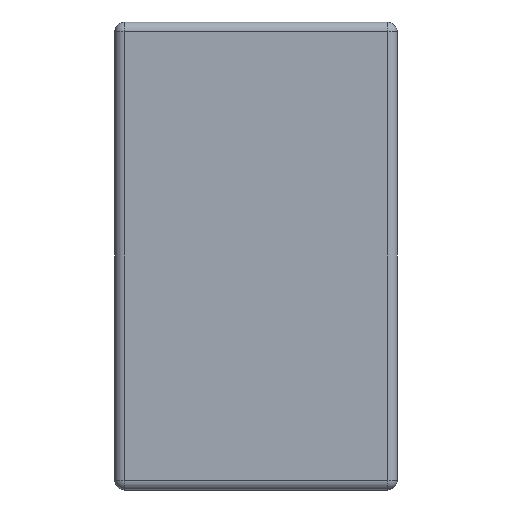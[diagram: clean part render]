
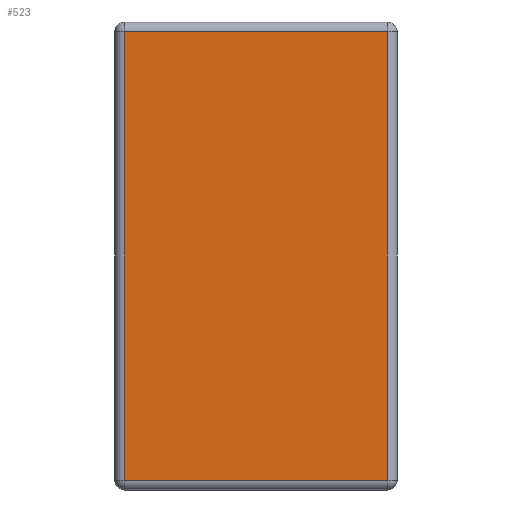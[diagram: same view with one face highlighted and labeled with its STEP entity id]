
A CAD part, left-side view. The second image highlights one B-rep face of the part: STEP entity #523.
In plain terms, the highlighted planar face has unit normal (-1, 0, 0).
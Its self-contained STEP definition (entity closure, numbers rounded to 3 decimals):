
#15 = AXIS2_PLACEMENT_3D ( 'NONE', #3221, #41, #3595 ) ;
#41 = DIRECTION ( 'NONE',  ( -1., 0., 0. ) ) ;
#67 = EDGE_CURVE ( 'NONE', #2639, #2942, #4508, .T. ) ;
#125 = EDGE_LOOP ( 'NONE', ( #3844, #2822, #321, #2715 ) ) ;
#292 = VECTOR ( 'NONE', #1635, 1000. ) ;
#321 = ORIENTED_EDGE ( 'NONE', *, *, #67, .T. ) ;
#462 = DIRECTION ( 'NONE',  ( 0., -1., 0. ) ) ;
#523 = ADVANCED_FACE ( 'NONE', ( #1404 ), #4255, .T. ) ;
#637 = DIRECTION ( 'NONE',  ( 0., 0., 1. ) ) ;
#1266 = CARTESIAN_POINT ( 'NONE',  ( 0., 0.06, -2.84 ) ) ;
#1350 = EDGE_CURVE ( 'NONE', #2942, #2932, #4351, .T. ) ;
#1404 = FACE_OUTER_BOUND ( 'NONE', #125, .T. ) ;
#1635 = DIRECTION ( 'NONE',  ( 0., 0., -1. ) ) ;
#1792 = LINE ( 'NONE', #4624, #2469 ) ;
#2236 = LINE ( 'NONE', #3470, #3782 ) ;
#2469 = VECTOR ( 'NONE', #637, 1000. ) ;
#2598 = DIRECTION ( 'NONE',  ( 0., 1., 0. ) ) ;
#2639 = VERTEX_POINT ( 'NONE', #4198 ) ;
#2715 = ORIENTED_EDGE ( 'NONE', *, *, #1350, .T. ) ;
#2822 = ORIENTED_EDGE ( 'NONE', *, *, #3761, .T. ) ;
#2932 = VERTEX_POINT ( 'NONE', #2950 ) ;
#2942 = VERTEX_POINT ( 'NONE', #4372 ) ;
#2950 = CARTESIAN_POINT ( 'NONE',  ( 0., 1.69, -2.84 ) ) ;
#3188 = VERTEX_POINT ( 'NONE', #1266 ) ;
#3221 = CARTESIAN_POINT ( 'NONE',  ( 0., 0., 0. ) ) ;
#3279 = VECTOR ( 'NONE', #2598, 1000. ) ;
#3312 = EDGE_CURVE ( 'NONE', #2932, #3188, #2236, .T. ) ;
#3470 = CARTESIAN_POINT ( 'NONE',  ( 0., 0., -2.84 ) ) ;
#3595 = DIRECTION ( 'NONE',  ( 0., 0., 1. ) ) ;
#3761 = EDGE_CURVE ( 'NONE', #3188, #2639, #1792, .T. ) ;
#3782 = VECTOR ( 'NONE', #462, 1000. ) ;
#3844 = ORIENTED_EDGE ( 'NONE', *, *, #3312, .T. ) ;
#4198 = CARTESIAN_POINT ( 'NONE',  ( 0., 0.06, -0.06 ) ) ;
#4255 = PLANE ( 'NONE',  #15 ) ;
#4351 = LINE ( 'NONE', #4499, #292 ) ;
#4372 = CARTESIAN_POINT ( 'NONE',  ( 0., 1.69, -0.06 ) ) ;
#4394 = CARTESIAN_POINT ( 'NONE',  ( 0., 1.75, -0.06 ) ) ;
#4499 = CARTESIAN_POINT ( 'NONE',  ( 0., 1.69, -2.9 ) ) ;
#4508 = LINE ( 'NONE', #4394, #3279 ) ;
#4624 = CARTESIAN_POINT ( 'NONE',  ( 0., 0.06, 0. ) ) ;
